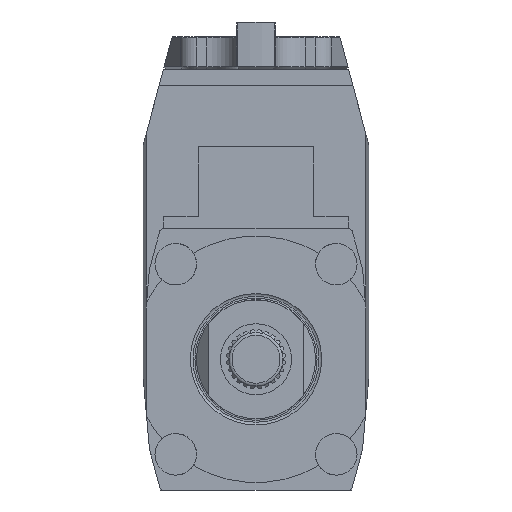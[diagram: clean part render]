
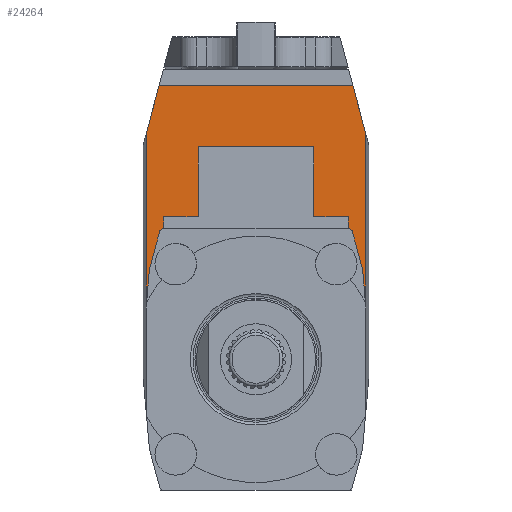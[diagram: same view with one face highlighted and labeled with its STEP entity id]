
A CAD part, front view. The second image highlights one B-rep face of the part: STEP entity #24264.
In plain terms, the highlighted planar face has unit normal (0, -1, 0).
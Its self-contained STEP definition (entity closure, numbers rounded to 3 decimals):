
#478 = VECTOR ( 'NONE', #22971, 1000. ) ;
#604 = VECTOR ( 'NONE', #26462, 1000. ) ;
#1277 = VERTEX_POINT ( 'NONE', #11865 ) ;
#1454 = ORIENTED_EDGE ( 'NONE', *, *, #5222, .T. ) ;
#1498 = CARTESIAN_POINT ( 'NONE',  ( 37., -80., 25.732 ) ) ;
#1637 = LINE ( 'NONE', #33636, #33771 ) ;
#1747 = LINE ( 'NONE', #28501, #20155 ) ;
#2248 = CARTESIAN_POINT ( 'NONE',  ( 37., -80., -50. ) ) ;
#2455 = CARTESIAN_POINT ( 'NONE',  ( 32.641, -80., 42. ) ) ;
#2538 = DIRECTION ( 'NONE',  ( 0., 1., 0. ) ) ;
#2739 = VERTEX_POINT ( 'NONE', #1498 ) ;
#2875 = CARTESIAN_POINT ( 'NONE',  ( -37., -80., -32.79 ) ) ;
#2901 = CIRCLE ( 'NONE', #21328, 54. ) ;
#3026 = VECTOR ( 'NONE', #19356, 1000. ) ;
#3759 = ORIENTED_EDGE ( 'NONE', *, *, #12313, .T. ) ;
#3884 = DIRECTION ( 'NONE',  ( 0.259, 0., 0.966 ) ) ;
#3972 = VERTEX_POINT ( 'NONE', #34323 ) ;
#4117 = CARTESIAN_POINT ( 'NONE',  ( -32.641, -80., 42. ) ) ;
#4229 = CIRCLE ( 'NONE', #32710, 54. ) ;
#4731 = EDGE_CURVE ( 'NONE', #8050, #8833, #1747, .T. ) ;
#5222 = EDGE_CURVE ( 'NONE', #22063, #8050, #2901, .T. ) ;
#5502 = CARTESIAN_POINT ( 'NONE',  ( -32.641, -80., 42. ) ) ;
#5671 = CARTESIAN_POINT ( 'NONE',  ( 0., -80., -50. ) ) ;
#5708 = ORIENTED_EDGE ( 'NONE', *, *, #14450, .F. ) ;
#7265 = CARTESIAN_POINT ( 'NONE',  ( -37., -80., -94. ) ) ;
#7825 = AXIS2_PLACEMENT_3D ( 'NONE', #5671, #16323, #8640 ) ;
#8050 = VERTEX_POINT ( 'NONE', #33117 ) ;
#8640 = DIRECTION ( 'NONE',  ( 0., 0., 1. ) ) ;
#8718 = LINE ( 'NONE', #22501, #3026 ) ;
#8833 = VERTEX_POINT ( 'NONE', #24135 ) ;
#8916 = CARTESIAN_POINT ( 'NONE',  ( 32.365, -80., -6.774 ) ) ;
#9068 = VECTOR ( 'NONE', #28588, 1000. ) ;
#10538 = ORIENTED_EDGE ( 'NONE', *, *, #16660, .F. ) ;
#11167 = CARTESIAN_POINT ( 'NONE',  ( 35.867, -80., -19.845 ) ) ;
#11865 = CARTESIAN_POINT ( 'NONE',  ( 37., -80., -32.79 ) ) ;
#12313 = EDGE_CURVE ( 'NONE', #12355, #22063, #19294, .T. ) ;
#12314 = DIRECTION ( 'NONE',  ( 0.087, 0., 0.996 ) ) ;
#12355 = VERTEX_POINT ( 'NONE', #33085 ) ;
#12445 = ORIENTED_EDGE ( 'NONE', *, *, #32181, .T. ) ;
#12786 = DIRECTION ( 'NONE',  ( -0.087, 0., 0.996 ) ) ;
#12929 = DIRECTION ( 'NONE',  ( 0., 0., -1. ) ) ;
#13220 = DIRECTION ( 'NONE',  ( 1., 0., 0. ) ) ;
#13514 = EDGE_CURVE ( 'NONE', #3972, #25910, #28726, .T. ) ;
#14138 = VERTEX_POINT ( 'NONE', #2875 ) ;
#14450 = EDGE_CURVE ( 'NONE', #1277, #19714, #23297, .T. ) ;
#14792 = LINE ( 'NONE', #4117, #23615 ) ;
#15400 = DIRECTION ( 'NONE',  ( 1., 0., 0. ) ) ;
#15693 = ORIENTED_EDGE ( 'NONE', *, *, #13514, .F. ) ;
#15841 = EDGE_CURVE ( 'NONE', #14138, #12355, #1637, .T. ) ;
#16323 = DIRECTION ( 'NONE',  ( 0., 1., 0. ) ) ;
#16660 = EDGE_CURVE ( 'NONE', #2739, #1277, #26221, .T. ) ;
#16683 = ORIENTED_EDGE ( 'NONE', *, *, #33408, .F. ) ;
#18383 = LINE ( 'NONE', #20842, #604 ) ;
#18458 = ORIENTED_EDGE ( 'NONE', *, *, #25344, .F. ) ;
#18801 = ORIENTED_EDGE ( 'NONE', *, *, #4731, .T. ) ;
#18972 = VERTEX_POINT ( 'NONE', #8916 ) ;
#19113 = EDGE_LOOP ( 'NONE', ( #18458, #5708, #10538, #16683, #31033, #15693, #33858, #20719, #3759, #1454, #18801, #12445 ) ) ;
#19294 = LINE ( 'NONE', #32573, #27230 ) ;
#19356 = DIRECTION ( 'NONE',  ( 0.259, 0., -0.966 ) ) ;
#19714 = VERTEX_POINT ( 'NONE', #11167 ) ;
#20155 = VECTOR ( 'NONE', #15400, 1000. ) ;
#20719 = ORIENTED_EDGE ( 'NONE', *, *, #15841, .T. ) ;
#20842 = CARTESIAN_POINT ( 'NONE',  ( 41.003, -80., -39.013 ) ) ;
#21328 = AXIS2_PLACEMENT_3D ( 'NONE', #24406, #2538, #13220 ) ;
#21534 = CARTESIAN_POINT ( 'NONE',  ( 0., -80., -50. ) ) ;
#22063 = VERTEX_POINT ( 'NONE', #28634 ) ;
#22491 = EDGE_CURVE ( 'NONE', #25910, #29906, #14792, .T. ) ;
#22501 = CARTESIAN_POINT ( 'NONE',  ( 38., -80., 22. ) ) ;
#22542 = EDGE_CURVE ( 'NONE', #14138, #3972, #33838, .T. ) ;
#22971 = DIRECTION ( 'NONE',  ( 0.259, 0., 0.966 ) ) ;
#23297 = LINE ( 'NONE', #33936, #23779 ) ;
#23544 = DIRECTION ( 'NONE',  ( 1., 0., 0. ) ) ;
#23615 = VECTOR ( 'NONE', #23544, 1000. ) ;
#23779 = VECTOR ( 'NONE', #12786, 1000. ) ;
#24004 = DIRECTION ( 'NONE',  ( 0., 1., 0. ) ) ;
#24135 = CARTESIAN_POINT ( 'NONE',  ( 31.305, -80., -6. ) ) ;
#24264 = ADVANCED_FACE ( 'Defeature completata2_3', ( #34508 ), #29599, .F. ) ;
#24406 = CARTESIAN_POINT ( 'NONE',  ( 0., -80., -50. ) ) ;
#25344 = EDGE_CURVE ( 'NONE', #19714, #18972, #18383, .T. ) ;
#25910 = VERTEX_POINT ( 'NONE', #5502 ) ;
#26115 = CARTESIAN_POINT ( 'NONE',  ( -38., -80., 22. ) ) ;
#26221 = LINE ( 'NONE', #2248, #33166 ) ;
#26462 = DIRECTION ( 'NONE',  ( -0.259, 0., 0.966 ) ) ;
#27230 = VECTOR ( 'NONE', #3884, 1000. ) ;
#28501 = CARTESIAN_POINT ( 'NONE',  ( 0., -80., -6. ) ) ;
#28588 = DIRECTION ( 'NONE',  ( 0., 0., 1. ) ) ;
#28634 = CARTESIAN_POINT ( 'NONE',  ( -32.365, -80., -6.774 ) ) ;
#28726 = LINE ( 'NONE', #26115, #478 ) ;
#29599 = PLANE ( 'NONE',  #7825 ) ;
#29906 = VERTEX_POINT ( 'NONE', #2455 ) ;
#31033 = ORIENTED_EDGE ( 'NONE', *, *, #22491, .F. ) ;
#32181 = EDGE_CURVE ( 'NONE', #8833, #18972, #4229, .T. ) ;
#32350 = DIRECTION ( 'NONE',  ( 1., 0., 0. ) ) ;
#32573 = CARTESIAN_POINT ( 'NONE',  ( -32.365, -80., -6.774 ) ) ;
#32710 = AXIS2_PLACEMENT_3D ( 'NONE', #21534, #24004, #32350 ) ;
#33085 = CARTESIAN_POINT ( 'NONE',  ( -35.867, -80., -19.845 ) ) ;
#33117 = CARTESIAN_POINT ( 'NONE',  ( -31.305, -80., -6. ) ) ;
#33166 = VECTOR ( 'NONE', #12929, 1000. ) ;
#33408 = EDGE_CURVE ( 'NONE', #29906, #2739, #8718, .T. ) ;
#33636 = CARTESIAN_POINT ( 'NONE',  ( -35.867, -80., -19.845 ) ) ;
#33771 = VECTOR ( 'NONE', #12314, 1000. ) ;
#33838 = LINE ( 'NONE', #7265, #9068 ) ;
#33858 = ORIENTED_EDGE ( 'NONE', *, *, #22542, .F. ) ;
#33936 = CARTESIAN_POINT ( 'NONE',  ( 38.213, -80., -46.657 ) ) ;
#34323 = CARTESIAN_POINT ( 'NONE',  ( -37., -80., 25.732 ) ) ;
#34508 = FACE_OUTER_BOUND ( 'NONE', #19113, .T. ) ;
